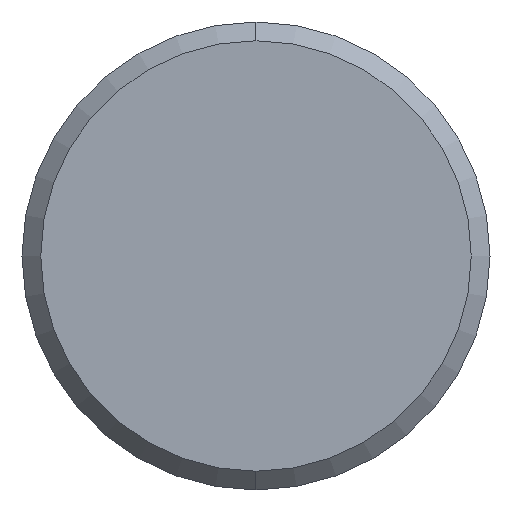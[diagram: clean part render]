
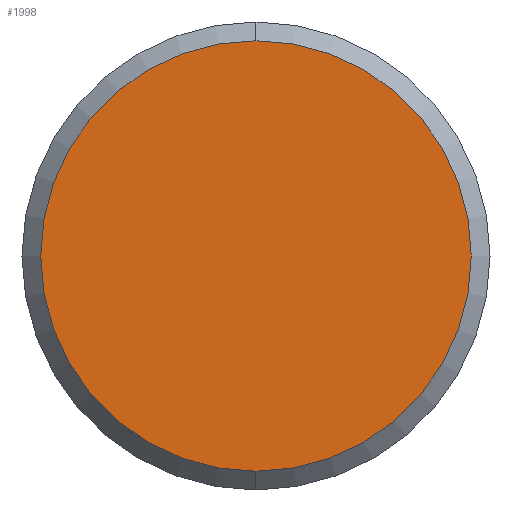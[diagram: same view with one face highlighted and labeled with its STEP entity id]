
A CAD part, left-side view. The second image highlights one B-rep face of the part: STEP entity #1998.
In plain terms, the highlighted planar face has unit normal (-1, 0, 0).
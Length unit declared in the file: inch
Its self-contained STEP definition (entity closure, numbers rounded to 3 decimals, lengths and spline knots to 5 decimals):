
#27 = CIRCLE ( 'NONE', #2414, 0.11485 ) ;
#111 = VERTEX_POINT ( 'NONE', #2179 ) ;
#319 = CARTESIAN_POINT ( 'NONE',  ( 0., 0., 0. ) ) ;
#358 = DIRECTION ( 'NONE',  ( -1., 0., 0. ) ) ;
#509 = DIRECTION ( 'NONE',  ( 0., 0., -1. ) ) ;
#642 = DIRECTION ( 'NONE',  ( -1., 0., 0. ) ) ;
#701 = EDGE_LOOP ( 'NONE', ( #1865, #796 ) ) ;
#796 = ORIENTED_EDGE ( 'NONE', *, *, #1911, .T. ) ;
#836 = DIRECTION ( 'NONE',  ( 0., 0., -1. ) ) ;
#1028 = AXIS2_PLACEMENT_3D ( 'NONE', #319, #1846, #509 ) ;
#1353 = VERTEX_POINT ( 'NONE', #2351 ) ;
#1438 = FACE_OUTER_BOUND ( 'NONE', #701, .T. ) ;
#1454 = CIRCLE ( 'NONE', #2091, 0.11485 ) ;
#1846 = DIRECTION ( 'NONE',  ( 1., 0., 0. ) ) ;
#1865 = ORIENTED_EDGE ( 'NONE', *, *, #2330, .T. ) ;
#1886 = DIRECTION ( 'NONE',  ( 0., 0., -1. ) ) ;
#1911 = EDGE_CURVE ( 'NONE', #111, #1353, #1454, .T. ) ;
#1998 = ADVANCED_FACE ( 'NONE', ( #1438 ), #2391, .F. ) ;
#2062 = CARTESIAN_POINT ( 'NONE',  ( 0., 0., 0. ) ) ;
#2091 = AXIS2_PLACEMENT_3D ( 'NONE', #2062, #358, #1886 ) ;
#2179 = CARTESIAN_POINT ( 'NONE',  ( 0., 0., 0.11485 ) ) ;
#2322 = CARTESIAN_POINT ( 'NONE',  ( 0., 0., 0. ) ) ;
#2330 = EDGE_CURVE ( 'NONE', #1353, #111, #27, .T. ) ;
#2351 = CARTESIAN_POINT ( 'NONE',  ( 0., 0., -0.11485 ) ) ;
#2391 = PLANE ( 'NONE',  #1028 ) ;
#2414 = AXIS2_PLACEMENT_3D ( 'NONE', #2322, #642, #836 ) ;
